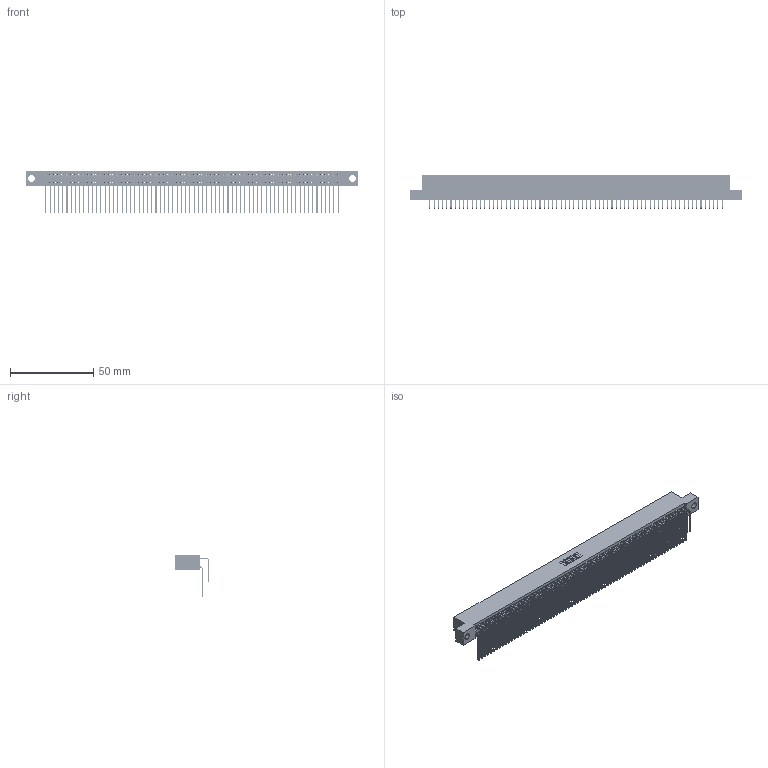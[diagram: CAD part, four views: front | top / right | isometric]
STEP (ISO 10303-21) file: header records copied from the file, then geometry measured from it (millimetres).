
FILE_DESCRIPTION (( 'STEP AP203' ), '1' );
FILE_NAME ('395-140-559-204.STEP', '2021-06-18T04:53:34', ( '' ), ( '' ), 'SwSTEP 2.0', 'SolidWorks 2020', '' );
FILE_SCHEMA (( 'CONFIG_CONTROL_DESIGN' ));
Length unit declared in the file: inch
Products named in the file (4): 395-140-559-204; 345 Part_Flush Mounting Lugs - 0.156 Dia-TI; 345-292-001_558 559 Tail - 1; 345-292-001_559 Tail - 2
Assembly tree (141 placements, depth 2):
  395-140-559-204
    345 Part_Flush Mounting Lugs - 0.156 Dia-TI
    345-292-001_558 559 Tail - 1  x70
    345-292-001_559 Tail - 2  x70
Bounding box: 199.01 x 20.56 x 25.53 mm (x, y, z)
Volume: 20293.5 mm3; surface area: 34188.8 mm2
Topology: 141 solids, 141 shells, 7420 faces, 22077 edges, 14530 vertices
Faces by surface type: plane 4994, cylinder 2426
Entity records: 53225 total; most frequent: CARTESIAN_POINT 8945, ORIENTED_EDGE 8826, DIRECTION 7825, EDGE_CURVE 4413, LINE 3961, VECTOR 3961, VERTEX_POINT 2938, AXIS2_PLACEMENT_3D 1932
